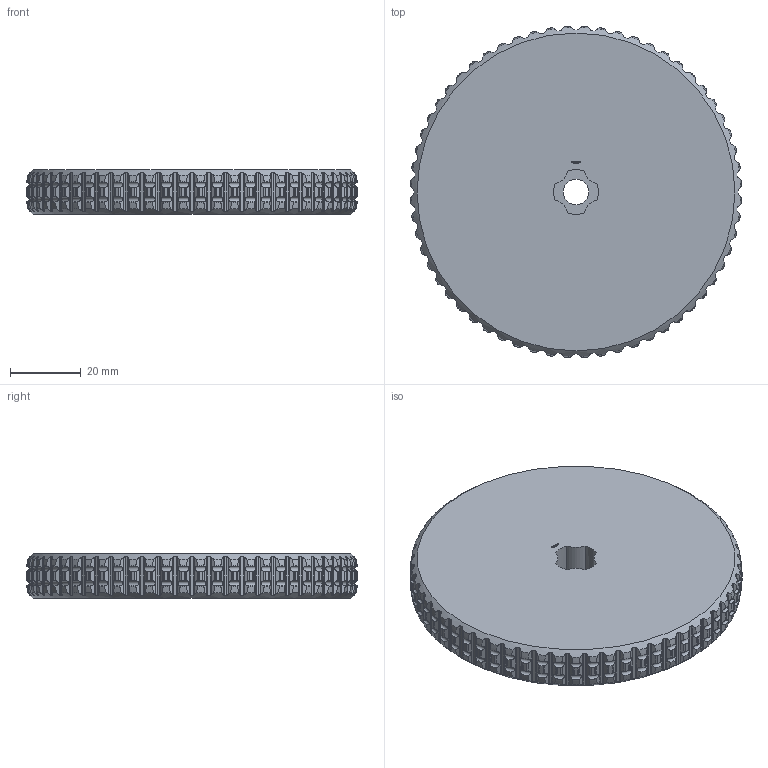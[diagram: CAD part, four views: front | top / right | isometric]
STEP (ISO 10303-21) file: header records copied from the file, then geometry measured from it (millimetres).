
FILE_DESCRIPTION(('FreeCAD Model'),'2;1');
FILE_NAME('Open CASCADE Shape Model','2023-12-20T20:46:15',(''),(''), 'Open CASCADE STEP processor 7.6','FreeCAD','Unknown');
FILE_SCHEMA(('AUTOMOTIVE_DESIGN { 1 0 10303 214 1 1 1 1 }'));
Products named in the file (1): Wheel GND TTRD PLN BU07.50x01.00 - SPN-WHL-0023 (stemfie.org)
Bounding box: 93.68 x 93.68 x 12.5 mm (x, y, z)
Volume: 81774.4 mm3; surface area: 18526.4 mm2
Topology: 1 solids, 1 shells, 1841 faces, 5361 edges, 3570 vertices
Faces by surface type: cylinder 673, plane 511, cone 269, torus 240, extrusion 148
Full cylindrical faces by diameter (mm): 2 x4, 7.2 x1
Entity records: 200972 total; most frequent: CARTESIAN_POINT 94328, DIRECTION 13163, ORIENTED_EDGE 10722, PCURVE 10722, DEFINITIONAL_REPRESENTATION 10722, B_SPLINE_CURVE_WITH_KNOTS 7600, VECTOR 7341, LINE 7193
